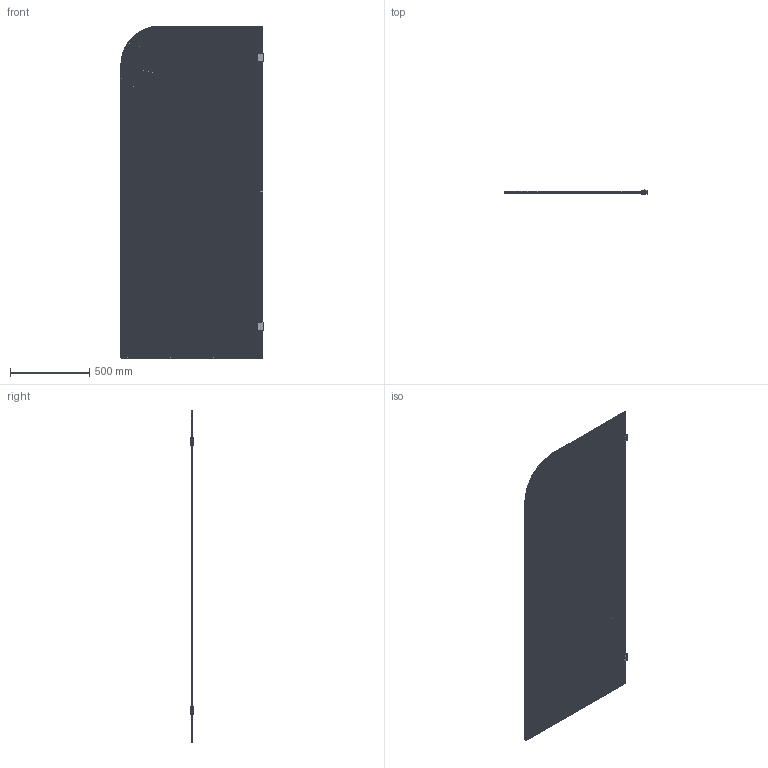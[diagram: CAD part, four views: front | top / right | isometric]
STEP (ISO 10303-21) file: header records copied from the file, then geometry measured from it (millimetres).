
FILE_DESCRIPTION(/* description */ (''),/* implementation_level */ '2;1');
FILE_NAME(/* name */ 'STEP - W31SC01 900 clip fluted-L_1710063-1710087-1710111-1710135-1710159',/* time_stamp */ '2024-08-13T10:26:30+10:00',/* author */ (''),/* organization */ (''),/* preprocessor_version */ 'ST-DEVELOPER v16.5',/* originating_system */ 'Rhino 7.23',/* authorisation */ '');
FILE_SCHEMA (('AUTOMOTIVE_DESIGN'));
Length unit declared in the file: millimetre
Products named in the file (10): Document; W31SC01ǽ����-�� \X2\FFFD
-L 900x2100x1032; 31; ǽ��-2-�ɺ�8; s1900A-�ɺ�23456; ���װ�θ�-�ɺ�2
12223; hex lobular socket ctsk screws gb_GB_MC_SCREW_TYPE12 M6X14-10.7-N14; s1900A-�ɺ�28; ǽ��-1-�ɺ�10; H31�̲�-W31��1819
Assembly tree (11 placements, depth 4):
  Document
    W31SC01ǽ����-�� \X2\FFFD
-L 900x2100x1032
  31  x2
        ǽ��-2-�ɺ�8
  s1900A-�ɺ�23456
        ���װ�θ�-�ɺ�2
12223
        hex lobular socket ctsk screws gb_GB_MC_SCREW_TYPE12 M6X14-10.7-N14
  s1900A-�ɺ�28
        ǽ��-1-�ɺ�10
      H31�̲�-W31��1819
Bounding box: 900 x 22.5 x 2100 mm (x, y, z)
Volume: 16792676.7 mm3; surface area: 3988550.6 mm2
Topology: 15 solids, 15 shells, 692 faces, 1880 edges, 1220 vertices
Faces by surface type: cylinder 333, plane 313, bspline 46
Entity records: 18328 total; most frequent: CARTESIAN_POINT 8008, ORIENTED_EDGE 3218, EDGE_CURVE 1609, VERTEX_POINT 1057, B_SPLINE_CURVE_WITH_KNOTS 702, DIRECTION 601, EDGE_LOOP 584, AXIS2_PLACEMENT_3D 573
